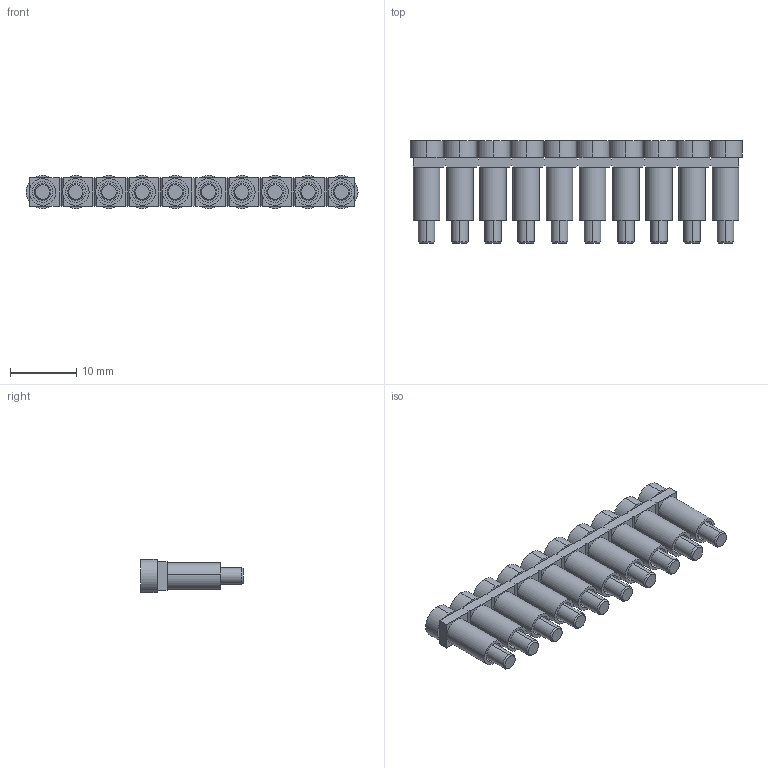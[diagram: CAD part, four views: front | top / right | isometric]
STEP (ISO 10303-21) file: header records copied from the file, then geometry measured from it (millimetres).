
FILE_DESCRIPTION (( 'STEP AP214' ), '1' );
FILE_NAME ('UK 2,5-10.STEP', '2013-10-29T10:25:17', ( 'arge' ), ( 'Microsoft' ), 'SwSTEP 2.0', 'SolidWorks 2013', '' );
FILE_SCHEMA (( 'AUTOMOTIVE_DESIGN' ));
Length unit declared in the file: millimetre
Products named in the file (1): UK 2,5-10
Bounding box: 50 x 15.5 x 5 mm (x, y, z)
Volume: 1641.9 mm3; surface area: 4879.5 mm2
Topology: 31 solids, 31 shells, 580 faces, 1274 edges, 776 vertices
Faces by surface type: cylinder 220, plane 180, torus 140, cone 40
Entity records: 22922 total; most frequent: DIRECTION 3116, CARTESIAN_POINT 2831, ORIENTED_EDGE 2548, AXIS2_PLACEMENT_3D 1301, EDGE_CURVE 1274, VERTEX_POINT 776, CIRCLE 720, EDGE_LOOP 660
